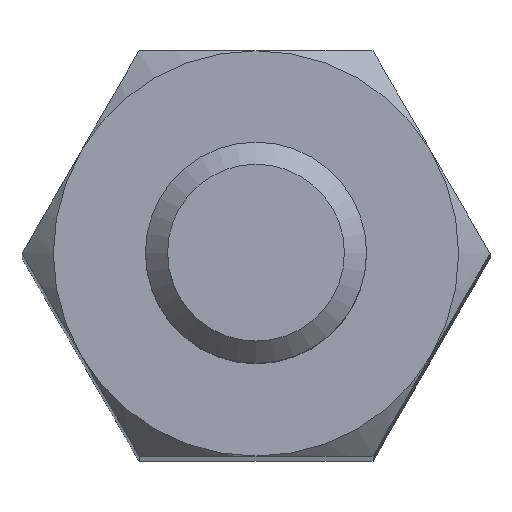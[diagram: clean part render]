
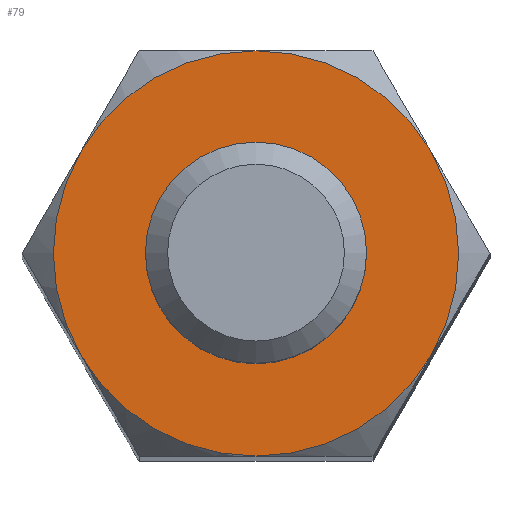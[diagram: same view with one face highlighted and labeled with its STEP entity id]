
A CAD part, top view. The second image highlights one B-rep face of the part: STEP entity #79.
In plain terms, the highlighted planar face has unit normal (0, 0, 1).
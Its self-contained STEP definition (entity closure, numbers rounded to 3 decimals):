
#79 = ADVANCED_FACE( '', ( #177, #178 ), #179, .F. );
#177 = FACE_BOUND( '', #289, .T. );
#178 = FACE_OUTER_BOUND( '', #290, .T. );
#179 = PLANE( '', #291 );
#289 = EDGE_LOOP( '', ( #427 ) );
#290 = EDGE_LOOP( '', ( #428, #429, #430, #431, #432, #433 ) );
#291 = AXIS2_PLACEMENT_3D( '', #434, #435, #436 );
#427 = ORIENTED_EDGE( '', *, *, #618, .T. );
#428 = ORIENTED_EDGE( '', *, *, #619, .T. );
#429 = ORIENTED_EDGE( '', *, *, #620, .T. );
#430 = ORIENTED_EDGE( '', *, *, #621, .T. );
#431 = ORIENTED_EDGE( '', *, *, #622, .T. );
#432 = ORIENTED_EDGE( '', *, *, #609, .T. );
#433 = ORIENTED_EDGE( '', *, *, #623, .T. );
#434 = CARTESIAN_POINT( '', ( 0., 0., 0. ) );
#435 = DIRECTION( '', ( 0., 0., -1. ) );
#436 = DIRECTION( '', ( -1., 0., 0. ) );
#609 = EDGE_CURVE( '', #710, #708, #711, .F. );
#618 = EDGE_CURVE( '', #723, #723, #724, .T. );
#619 = EDGE_CURVE( '', #725, #726, #727, .F. );
#620 = EDGE_CURVE( '', #726, #728, #729, .F. );
#621 = EDGE_CURVE( '', #728, #730, #731, .F. );
#622 = EDGE_CURVE( '', #730, #710, #732, .F. );
#623 = EDGE_CURVE( '', #708, #725, #733, .T. );
#708 = VERTEX_POINT( '', #855 );
#710 = VERTEX_POINT( '', #864 );
#711 = CIRCLE( '', #865, 2.75 );
#723 = VERTEX_POINT( '', #894 );
#724 = CIRCLE( '', #895, 1.3 );
#725 = VERTEX_POINT( '', #896 );
#726 = VERTEX_POINT( '', #897 );
#727 = CIRCLE( '', #898, 2.75 );
#728 = VERTEX_POINT( '', #899 );
#729 = CIRCLE( '', #900, 2.75 );
#730 = VERTEX_POINT( '', #901 );
#731 = CIRCLE( '', #902, 2.75 );
#732 = CIRCLE( '', #903, 2.75 );
#733 = CIRCLE( '', #904, 2.75 );
#855 = CARTESIAN_POINT( '', ( 0., 2.75, 0. ) );
#864 = CARTESIAN_POINT( '', ( 2.382, 1.375, 0. ) );
#865 = AXIS2_PLACEMENT_3D( '', #1096, #1097, #1098 );
#894 = CARTESIAN_POINT( '', ( -1.3, 0., 0. ) );
#895 = AXIS2_PLACEMENT_3D( '', #1105, #1106, #1107 );
#896 = CARTESIAN_POINT( '', ( -2.382, 1.375, 0. ) );
#897 = CARTESIAN_POINT( '', ( -2.382, -1.375, 0. ) );
#898 = AXIS2_PLACEMENT_3D( '', #1108, #1109, #1110 );
#899 = CARTESIAN_POINT( '', ( 0., -2.75, 0. ) );
#900 = AXIS2_PLACEMENT_3D( '', #1111, #1112, #1113 );
#901 = CARTESIAN_POINT( '', ( 2.382, -1.375, 0. ) );
#902 = AXIS2_PLACEMENT_3D( '', #1114, #1115, #1116 );
#903 = AXIS2_PLACEMENT_3D( '', #1117, #1118, #1119 );
#904 = AXIS2_PLACEMENT_3D( '', #1120, #1121, #1122 );
#1096 = CARTESIAN_POINT( '', ( 0., 0., 0. ) );
#1097 = DIRECTION( '', ( 0., 0., -1. ) );
#1098 = DIRECTION( '', ( -1., 0., 0. ) );
#1105 = CARTESIAN_POINT( '', ( 0., 0., 0. ) );
#1106 = DIRECTION( '', ( 0., 0., -1. ) );
#1107 = DIRECTION( '', ( -1., 0., 0. ) );
#1108 = CARTESIAN_POINT( '', ( 0., 0., 0. ) );
#1109 = DIRECTION( '', ( 0., 0., -1. ) );
#1110 = DIRECTION( '', ( -1., 0., 0. ) );
#1111 = CARTESIAN_POINT( '', ( 0., 0., 0. ) );
#1112 = DIRECTION( '', ( 0., 0., -1. ) );
#1113 = DIRECTION( '', ( -1., 0., 0. ) );
#1114 = CARTESIAN_POINT( '', ( 0., 0., 0. ) );
#1115 = DIRECTION( '', ( 0., 0., -1. ) );
#1116 = DIRECTION( '', ( -1., 0., 0. ) );
#1117 = CARTESIAN_POINT( '', ( 0., 0., 0. ) );
#1118 = DIRECTION( '', ( 0., 0., -1. ) );
#1119 = DIRECTION( '', ( -1., 0., 0. ) );
#1120 = CARTESIAN_POINT( '', ( 0., 0., 0. ) );
#1121 = DIRECTION( '', ( 0., 0., 1. ) );
#1122 = DIRECTION( '', ( 1., 0., 0. ) );
